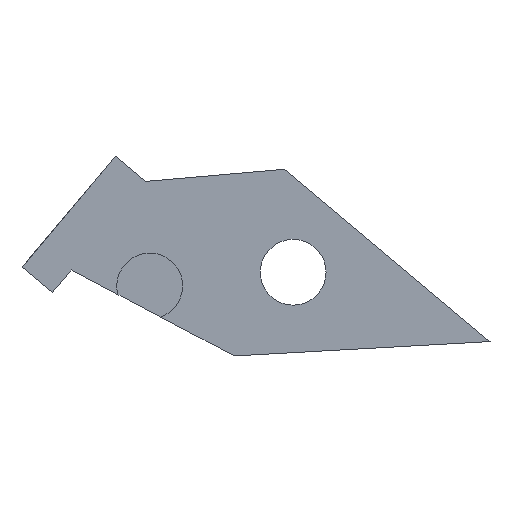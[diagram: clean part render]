
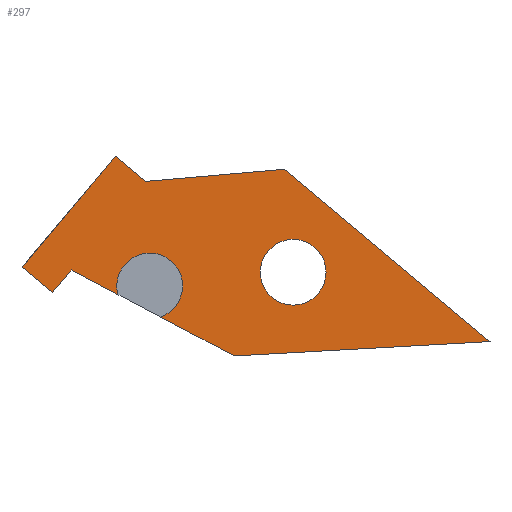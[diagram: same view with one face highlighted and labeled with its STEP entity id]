
A CAD part, left-side view. The second image highlights one B-rep face of the part: STEP entity #297.
In plain terms, the highlighted planar face has unit normal (-1, 0, 0).
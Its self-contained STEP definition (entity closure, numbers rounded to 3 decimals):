
#16=FACE_BOUND('',#43,.T.);
#26=FACE_OUTER_BOUND('',#42,.T.);
#42=EDGE_LOOP('',(#233,#234,#235,#236,#237,#238,#239,#240,#241,#242));
#43=EDGE_LOOP('',(#243));
#53=CIRCLE('',#323,1.666);
#57=CIRCLE('',#332,1.666);
#61=LINE('',#434,#96);
#69=LINE('',#449,#104);
#78=LINE('',#474,#113);
#79=LINE('',#476,#114);
#80=LINE('',#478,#115);
#81=LINE('',#480,#116);
#82=LINE('',#482,#117);
#83=LINE('',#484,#118);
#84=LINE('',#485,#119);
#96=VECTOR('',#356,10.);
#104=VECTOR('',#364,10.);
#113=VECTOR('',#387,10.);
#114=VECTOR('',#388,10.);
#115=VECTOR('',#389,10.);
#116=VECTOR('',#390,10.);
#117=VECTOR('',#391,10.);
#118=VECTOR('',#392,10.);
#119=VECTOR('',#393,10.);
#130=VERTEX_POINT('',#427);
#131=VERTEX_POINT('',#429);
#132=VERTEX_POINT('',#433);
#139=VERTEX_POINT('',#447);
#148=VERTEX_POINT('',#473);
#149=VERTEX_POINT('',#475);
#150=VERTEX_POINT('',#477);
#151=VERTEX_POINT('',#479);
#152=VERTEX_POINT('',#481);
#153=VERTEX_POINT('',#483);
#154=VERTEX_POINT('',#486);
#159=EDGE_CURVE('',#131,#130,#53,.T.);
#161=EDGE_CURVE('',#132,#131,#61,.T.);
#169=EDGE_CURVE('',#130,#139,#69,.T.);
#181=EDGE_CURVE('',#148,#139,#78,.T.);
#182=EDGE_CURVE('',#149,#148,#79,.T.);
#183=EDGE_CURVE('',#150,#149,#80,.T.);
#184=EDGE_CURVE('',#151,#150,#81,.T.);
#185=EDGE_CURVE('',#152,#151,#82,.T.);
#186=EDGE_CURVE('',#152,#153,#83,.T.);
#187=EDGE_CURVE('',#153,#132,#84,.T.);
#188=EDGE_CURVE('',#154,#154,#57,.T.);
#233=ORIENTED_EDGE('',*,*,#159,.T.);
#234=ORIENTED_EDGE('',*,*,#169,.T.);
#235=ORIENTED_EDGE('',*,*,#181,.F.);
#236=ORIENTED_EDGE('',*,*,#182,.F.);
#237=ORIENTED_EDGE('',*,*,#183,.F.);
#238=ORIENTED_EDGE('',*,*,#184,.F.);
#239=ORIENTED_EDGE('',*,*,#185,.F.);
#240=ORIENTED_EDGE('',*,*,#186,.T.);
#241=ORIENTED_EDGE('',*,*,#187,.T.);
#242=ORIENTED_EDGE('',*,*,#161,.T.);
#243=ORIENTED_EDGE('',*,*,#188,.F.);
#283=PLANE('',#331);
#297=ADVANCED_FACE('',(#26,#16),#283,.F.);
#323=AXIS2_PLACEMENT_3D('',#430,#351,#352);
#331=AXIS2_PLACEMENT_3D('',#472,#385,#386);
#332=AXIS2_PLACEMENT_3D('',#487,#394,#395);
#351=DIRECTION('center_axis',(1.,0.,0.));
#352=DIRECTION('ref_axis',(0.,-1.,0.));
#356=DIRECTION('',(0.,-0.885,-0.466));
#364=DIRECTION('',(0.,-0.885,-0.466));
#385=DIRECTION('center_axis',(1.,0.,0.));
#386=DIRECTION('ref_axis',(0.,0.,-1.));
#387=DIRECTION('',(0.,0.998,-0.056));
#388=DIRECTION('',(0.,-0.766,-0.643));
#389=DIRECTION('',(0.,-0.996,0.087));
#390=DIRECTION('',(0.,-0.766,-0.643));
#391=DIRECTION('',(0.,-0.643,0.766));
#392=DIRECTION('',(0.,-0.766,-0.643));
#393=DIRECTION('',(0.,-0.643,0.766));
#394=DIRECTION('center_axis',(-1.,0.,0.));
#395=DIRECTION('ref_axis',(0.,1.,0.));
#427=CARTESIAN_POINT('',(835.,-16.82,53.579));
#429=CARTESIAN_POINT('',(835.,-14.666,54.714));
#430=CARTESIAN_POINT('Origin',(835.,-16.273,55.152));
#433=CARTESIAN_POINT('',(835.,-12.3,55.962));
#434=CARTESIAN_POINT('',(835.,-18.495,52.695));
#447=CARTESIAN_POINT('',(835.,-20.561,51.606));
#449=CARTESIAN_POINT('',(835.,-18.495,52.695));
#472=CARTESIAN_POINT('Origin',(835.,-6.,34.));
#473=CARTESIAN_POINT('',(835.,-33.512,52.333));
#474=CARTESIAN_POINT('',(835.,-19.286,51.535));
#475=CARTESIAN_POINT('',(835.,-23.108,61.063));
#476=CARTESIAN_POINT('',(835.,-22.836,61.291));
#477=CARTESIAN_POINT('',(835.,-16.063,60.447));
#478=CARTESIAN_POINT('',(835.,-11.683,60.064));
#479=CARTESIAN_POINT('',(835.,-14.531,61.733));
#480=CARTESIAN_POINT('',(835.,-19.622,57.461));
#481=CARTESIAN_POINT('',(835.,-9.803,56.098));
#482=CARTESIAN_POINT('',(835.,-4.113,49.316));
#483=CARTESIAN_POINT('',(835.,-11.335,54.813));
#484=CARTESIAN_POINT('',(835.,-14.894,51.827));
#485=CARTESIAN_POINT('',(835.,-5.591,47.967));
#486=CARTESIAN_POINT('',(835.,-25.206,55.847));
#487=CARTESIAN_POINT('Origin',(835.,-23.54,55.847));
